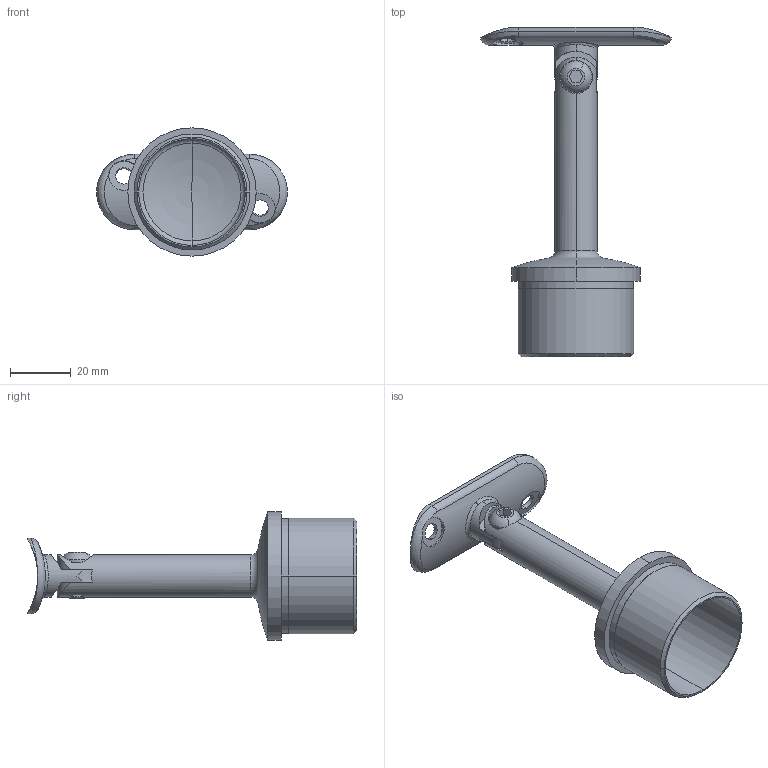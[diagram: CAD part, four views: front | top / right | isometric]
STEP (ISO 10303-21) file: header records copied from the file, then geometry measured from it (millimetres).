
FILE_DESCRIPTION (( 'STEP AP203' ), '1' );
FILE_NAME ('A_0718-248.STEP', '2022-08-26T11:38:23', ( '' ), ( '' ), 'SwSTEP 2.0', 'SolidWorks 2019', '' );
FILE_SCHEMA (( 'CONFIG_CONTROL_DESIGN' ));
Length unit declared in the file: millimetre
Products named in the file (4): A-0718-242-knurling.P1; M6x10; A_0718-248; A_1800-242
Assembly tree (3 placements, depth 2):
  A_0718-248
    M6x10
    A-0718-242-knurling.P1
    A_1800-242
Bounding box: 63 x 108.99 x 42.4 mm (x, y, z)
Volume: 22490.3 mm3; surface area: 17195.6 mm2
Topology: 3 solids, 3 shells, 88 faces, 214 edges, 135 vertices
Faces by surface type: cylinder 46, plane 22, torus 12, cone 4, bspline 4
Entity records: 4478 total; most frequent: CARTESIAN_POINT 2033, DIRECTION 430, ORIENTED_EDGE 424, EDGE_CURVE 212, AXIS2_PLACEMENT_3D 178, VERTEX_POINT 135, EDGE_LOOP 103, ADVANCED_FACE 88
